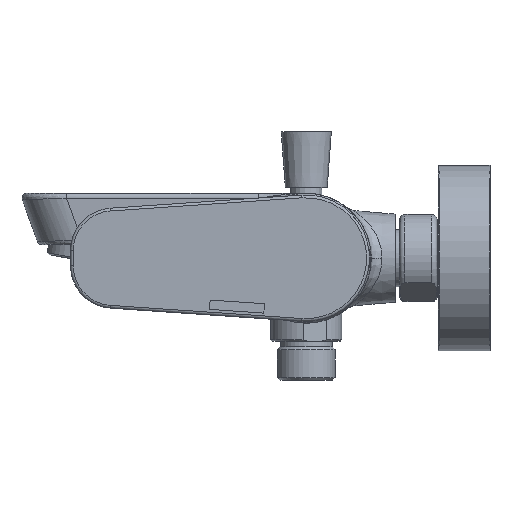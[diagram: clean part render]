
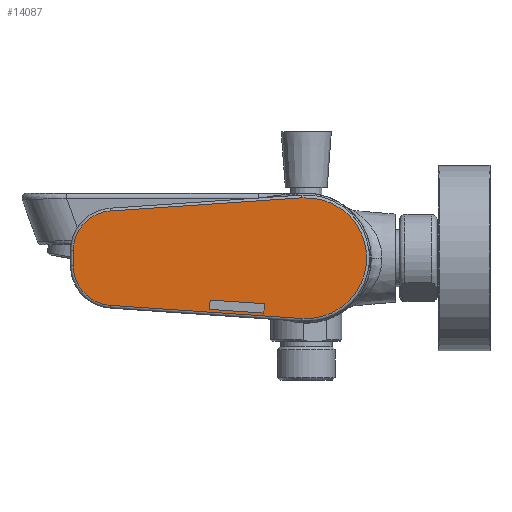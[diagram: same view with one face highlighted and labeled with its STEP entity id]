
A CAD part, left-side view. The second image highlights one B-rep face of the part: STEP entity #14087.
In plain terms, the highlighted planar face has unit normal (-1, 0, 0).
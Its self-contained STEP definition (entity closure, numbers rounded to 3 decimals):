
#931 = LINE ( 'NONE', #47794, #21488 ) ;
#1800 = LINE ( 'NONE', #59252, #19471 ) ;
#2114 = ORIENTED_EDGE ( 'NONE', *, *, #47449, .T. ) ;
#2238 = VERTEX_POINT ( 'NONE', #39684 ) ;
#2245 = CARTESIAN_POINT ( 'NONE',  ( -165.933, 12.826, -17.085 ) ) ;
#3359 = CARTESIAN_POINT ( 'NONE',  ( -165.933, 48.596, 14.812 ) ) ;
#3618 = EDGE_CURVE ( 'NONE', #20273, #4611, #32228, .T. ) ;
#3991 = ORIENTED_EDGE ( 'NONE', *, *, #23759, .T. ) ;
#4611 = VERTEX_POINT ( 'NONE', #2245 ) ;
#4941 = EDGE_CURVE ( 'NONE', #45958, #14732, #17344, .T. ) ;
#5072 = VECTOR ( 'NONE', #28328, 1000. ) ;
#6415 = LINE ( 'NONE', #26980, #54984 ) ;
#7467 = DIRECTION ( 'NONE',  ( 0., 0.998, 0.068 ) ) ;
#7766 = VERTEX_POINT ( 'NONE', #23915 ) ;
#8211 = DIRECTION ( 'NONE',  ( 0., 0., -1. ) ) ;
#8861 = CARTESIAN_POINT ( 'NONE',  ( -165.933, 47.626, -4.826 ) ) ;
#9385 = EDGE_CURVE ( 'NONE', #2238, #17180, #36359, .T. ) ;
#9690 = EDGE_CURVE ( 'NONE', #7766, #20273, #1800, .T. ) ;
#11577 = VECTOR ( 'NONE', #41786, 1000. ) ;
#12010 = FACE_OUTER_BOUND ( 'NONE', #59427, .T. ) ;
#12526 = CARTESIAN_POINT ( 'NONE',  ( -165.933, -21.613, -2.09 ) ) ;
#13012 = CARTESIAN_POINT ( 'NONE',  ( -165.933, 47.626, 0.645 ) ) ;
#13228 = DIRECTION ( 'NONE',  ( 0., 0., -1. ) ) ;
#13605 = DIRECTION ( 'NONE',  ( 0., 0., 1. ) ) ;
#13668 = EDGE_CURVE ( 'NONE', #40732, #56114, #23073, .T. ) ;
#14087 = ADVANCED_FACE ( 'NONE', ( #12010, #60585 ), #16065, .T. ) ;
#14732 = VERTEX_POINT ( 'NONE', #38655 ) ;
#14975 = AXIS2_PLACEMENT_3D ( 'NONE', #8861, #32759, #23683 ) ;
#15127 = CARTESIAN_POINT ( 'NONE',  ( -165.933, -20.064, -2.09 ) ) ;
#16065 = PLANE ( 'NONE',  #25243 ) ;
#17180 = VERTEX_POINT ( 'NONE', #57168 ) ;
#17344 = LINE ( 'NONE', #15127, #45356 ) ;
#19471 = VECTOR ( 'NONE', #7467, 1000. ) ;
#20273 = VERTEX_POINT ( 'NONE', #27241 ) ;
#21488 = VECTOR ( 'NONE', #58795, 1000. ) ;
#22271 = VERTEX_POINT ( 'NONE', #23505 ) ;
#23073 = CIRCLE ( 'NONE', #14975, 14.2 ) ;
#23505 = CARTESIAN_POINT ( 'NONE',  ( -165.933, -6.629, -18.418 ) ) ;
#23683 = DIRECTION ( 'NONE',  ( 0., 0., -1. ) ) ;
#23759 = EDGE_CURVE ( 'NONE', #26811, #2238, #52684, .T. ) ;
#23915 = CARTESIAN_POINT ( 'NONE',  ( -165.933, -6.4, -21.758 ) ) ;
#24361 = CIRCLE ( 'NONE', #52616, 21.629 ) ;
#25243 = AXIS2_PLACEMENT_3D ( 'NONE', #30112, #35031, #25557 ) ;
#25557 = DIRECTION ( 'NONE',  ( 0., 0., -1. ) ) ;
#26811 = VERTEX_POINT ( 'NONE', #28987 ) ;
#26980 = CARTESIAN_POINT ( 'NONE',  ( -165.933, -20.064, -2.09 ) ) ;
#27241 = CARTESIAN_POINT ( 'NONE',  ( -165.933, 13.055, -20.425 ) ) ;
#27963 = ORIENTED_EDGE ( 'NONE', *, *, #40885, .T. ) ;
#28328 = DIRECTION ( 'NONE',  ( 0., -0.998, -0.068 ) ) ;
#28987 = CARTESIAN_POINT ( 'NONE',  ( -165.933, -20.064, 19.516 ) ) ;
#29004 = ORIENTED_EDGE ( 'NONE', *, *, #13668, .T. ) ;
#30112 = CARTESIAN_POINT ( 'NONE',  ( -165.933, -21.613, -2.09 ) ) ;
#30190 = EDGE_LOOP ( 'NONE', ( #56977, #59158, #42815, #27963 ) ) ;
#32228 = LINE ( 'NONE', #46720, #11577 ) ;
#32339 = CARTESIAN_POINT ( 'NONE',  ( -165.933, -7.812, -1.145 ) ) ;
#32759 = DIRECTION ( 'NONE',  ( -1., 0., 0. ) ) ;
#34259 = VERTEX_POINT ( 'NONE', #45903 ) ;
#34647 = DIRECTION ( 'NONE',  ( 0., -0.998, -0.068 ) ) ;
#35031 = DIRECTION ( 'NONE',  ( -1., 0., 0. ) ) ;
#35307 = AXIS2_PLACEMENT_3D ( 'NONE', #13012, #45944, #13228 ) ;
#36147 = ORIENTED_EDGE ( 'NONE', *, *, #58017, .T. ) ;
#36255 = DIRECTION ( 'NONE',  ( 0., 0.998, -0.068 ) ) ;
#36256 = VECTOR ( 'NONE', #34647, 1000. ) ;
#36359 = CIRCLE ( 'NONE', #35307, 14.2 ) ;
#36407 = CARTESIAN_POINT ( 'NONE',  ( -165.933, 61.826, -4.826 ) ) ;
#36564 = LINE ( 'NONE', #32339, #38825 ) ;
#37447 = ORIENTED_EDGE ( 'NONE', *, *, #9385, .T. ) ;
#37919 = CARTESIAN_POINT ( 'NONE',  ( -165.933, -20.064, -23.696 ) ) ;
#38655 = CARTESIAN_POINT ( 'NONE',  ( -165.933, -20.064, -23.664 ) ) ;
#38825 = VECTOR ( 'NONE', #50846, 1000. ) ;
#38965 = ORIENTED_EDGE ( 'NONE', *, *, #54928, .T. ) ;
#39684 = CARTESIAN_POINT ( 'NONE',  ( -165.933, 48.596, 14.812 ) ) ;
#40113 = VECTOR ( 'NONE', #36255, 1000. ) ;
#40732 = VERTEX_POINT ( 'NONE', #36407 ) ;
#40885 = EDGE_CURVE ( 'NONE', #22271, #7766, #36564, .T. ) ;
#41786 = DIRECTION ( 'NONE',  ( 0., -0.068, 0.998 ) ) ;
#42815 = ORIENTED_EDGE ( 'NONE', *, *, #45086, .T. ) ;
#44496 = CARTESIAN_POINT ( 'NONE',  ( -165.933, -20.43, -19.363 ) ) ;
#44708 = ORIENTED_EDGE ( 'NONE', *, *, #4941, .T. ) ;
#45086 = EDGE_CURVE ( 'NONE', #4611, #22271, #54686, .T. ) ;
#45356 = VECTOR ( 'NONE', #53189, 1000. ) ;
#45903 = CARTESIAN_POINT ( 'NONE',  ( -165.933, -20.064, 19.484 ) ) ;
#45944 = DIRECTION ( 'NONE',  ( -1., 0., 0. ) ) ;
#45958 = VERTEX_POINT ( 'NONE', #37919 ) ;
#46720 = CARTESIAN_POINT ( 'NONE',  ( -165.933, 11.642, 0.188 ) ) ;
#47449 = EDGE_CURVE ( 'NONE', #17180, #40732, #931, .T. ) ;
#47794 = CARTESIAN_POINT ( 'NONE',  ( -165.933, 61.826, -4.826 ) ) ;
#49187 = LINE ( 'NONE', #51779, #5072 ) ;
#50846 = DIRECTION ( 'NONE',  ( 0., 0.068, -0.998 ) ) ;
#51424 = EDGE_CURVE ( 'NONE', #14732, #34259, #24361, .T. ) ;
#51779 = CARTESIAN_POINT ( 'NONE',  ( -165.933, -20.132, -23.701 ) ) ;
#52616 = AXIS2_PLACEMENT_3D ( 'NONE', #12526, #55541, #8211 ) ;
#52684 = LINE ( 'NONE', #3359, #40113 ) ;
#53189 = DIRECTION ( 'NONE',  ( 0., 0., 1. ) ) ;
#54686 = LINE ( 'NONE', #44496, #36256 ) ;
#54928 = EDGE_CURVE ( 'NONE', #56114, #45958, #49187, .T. ) ;
#54984 = VECTOR ( 'NONE', #13605, 1000. ) ;
#55541 = DIRECTION ( 'NONE',  ( -1., 0., 0. ) ) ;
#56114 = VERTEX_POINT ( 'NONE', #58556 ) ;
#56663 = ORIENTED_EDGE ( 'NONE', *, *, #51424, .T. ) ;
#56977 = ORIENTED_EDGE ( 'NONE', *, *, #9690, .T. ) ;
#57168 = CARTESIAN_POINT ( 'NONE',  ( -165.933, 61.826, 0.645 ) ) ;
#58017 = EDGE_CURVE ( 'NONE', #34259, #26811, #6415, .T. ) ;
#58556 = CARTESIAN_POINT ( 'NONE',  ( -165.933, 48.596, -18.992 ) ) ;
#58795 = DIRECTION ( 'NONE',  ( 0., 0., -1. ) ) ;
#59158 = ORIENTED_EDGE ( 'NONE', *, *, #3618, .T. ) ;
#59252 = CARTESIAN_POINT ( 'NONE',  ( -165.933, -20.201, -22.703 ) ) ;
#59427 = EDGE_LOOP ( 'NONE', ( #29004, #38965, #44708, #56663, #36147, #3991, #37447, #2114 ) ) ;
#60585 = FACE_BOUND ( 'NONE', #30190, .T. ) ;
